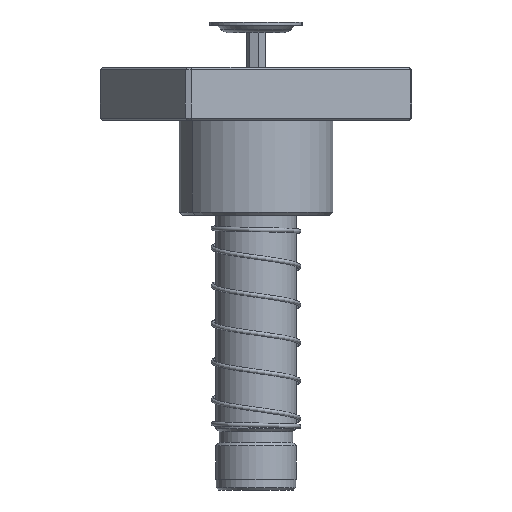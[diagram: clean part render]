
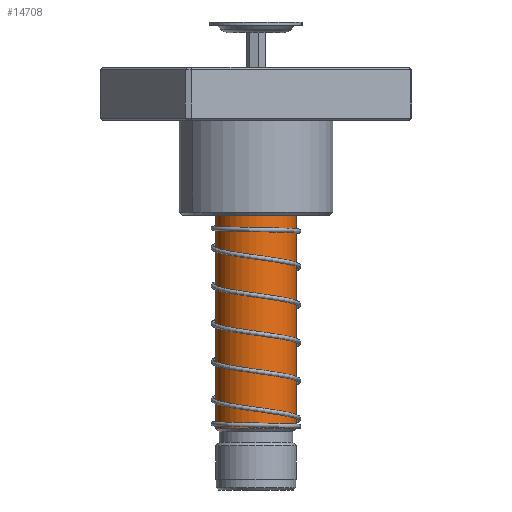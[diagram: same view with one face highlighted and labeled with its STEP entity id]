
A CAD part, front view. The second image highlights one B-rep face of the part: STEP entity #14708.
In plain terms, the highlighted cylindrical face has radius 19 mm (diameter 38 mm), a partial arc.
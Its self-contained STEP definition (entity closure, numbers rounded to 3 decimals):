
#1768 = VERTEX_POINT ( 'NONE', #32531 ) ;
#2571 = CIRCLE ( 'NONE', #27276, 19. ) ;
#3209 = AXIS2_PLACEMENT_3D ( 'NONE', #15069, #35458, #18017 ) ;
#5272 = CARTESIAN_POINT ( 'NONE',  ( 19., 0., 200. ) ) ;
#5416 = CARTESIAN_POINT ( 'NONE',  ( 0., 0., 200. ) ) ;
#5518 = FACE_OUTER_BOUND ( 'NONE', #23118, .T. ) ;
#6869 = CYLINDRICAL_SURFACE ( 'NONE', #20842, 19. ) ;
#10207 = ORIENTED_EDGE ( 'NONE', *, *, #31376, .T. ) ;
#10360 = DIRECTION ( 'NONE',  ( 1., 0., 0. ) ) ;
#14360 = CARTESIAN_POINT ( 'NONE',  ( 19., 0., 29. ) ) ;
#14708 = ADVANCED_FACE ( 'NONE', ( #5518 ), #6869, .T. ) ;
#15069 = CARTESIAN_POINT ( 'NONE',  ( 0., 0., 29. ) ) ;
#16294 = EDGE_CURVE ( 'NONE', #27803, #1768, #24493, .T. ) ;
#16354 = CARTESIAN_POINT ( 'NONE',  ( -19., 0., 200. ) ) ;
#16707 = DIRECTION ( 'NONE',  ( 0., 0., -1. ) ) ;
#16828 = ORIENTED_EDGE ( 'NONE', *, *, #31548, .F. ) ;
#18017 = DIRECTION ( 'NONE',  ( -1., 0., 0. ) ) ;
#19076 = EDGE_CURVE ( 'NONE', #21830, #1768, #21682, .T. ) ;
#19299 = DIRECTION ( 'NONE',  ( 0., 0., -1. ) ) ;
#19512 = DIRECTION ( 'NONE',  ( -1., 0., 0. ) ) ;
#20842 = AXIS2_PLACEMENT_3D ( 'NONE', #5416, #16707, #19512 ) ;
#21681 = DIRECTION ( 'NONE',  ( 0., 0., -1. ) ) ;
#21682 = CIRCLE ( 'NONE', #3209, 19. ) ;
#21830 = VERTEX_POINT ( 'NONE', #14360 ) ;
#23118 = EDGE_LOOP ( 'NONE', ( #16828, #10207, #32038, #35454 ) ) ;
#24493 = LINE ( 'NONE', #16354, #31823 ) ;
#24797 = LINE ( 'NONE', #5272, #27049 ) ;
#27049 = VECTOR ( 'NONE', #31479, 1000. ) ;
#27242 = VERTEX_POINT ( 'NONE', #35257 ) ;
#27276 = AXIS2_PLACEMENT_3D ( 'NONE', #33290, #21681, #10360 ) ;
#27803 = VERTEX_POINT ( 'NONE', #34455 ) ;
#31376 = EDGE_CURVE ( 'NONE', #27242, #27803, #2571, .T. ) ;
#31479 = DIRECTION ( 'NONE',  ( 0., 0., -1. ) ) ;
#31548 = EDGE_CURVE ( 'NONE', #27242, #21830, #24797, .T. ) ;
#31823 = VECTOR ( 'NONE', #19299, 1000. ) ;
#32038 = ORIENTED_EDGE ( 'NONE', *, *, #16294, .T. ) ;
#32531 = CARTESIAN_POINT ( 'NONE',  ( -19., 0., 29. ) ) ;
#33290 = CARTESIAN_POINT ( 'NONE',  ( 0., 0., 197. ) ) ;
#34455 = CARTESIAN_POINT ( 'NONE',  ( -19., 0., 197. ) ) ;
#35257 = CARTESIAN_POINT ( 'NONE',  ( 19., 0., 197. ) ) ;
#35454 = ORIENTED_EDGE ( 'NONE', *, *, #19076, .F. ) ;
#35458 = DIRECTION ( 'NONE',  ( 0., 0., -1. ) ) ;
